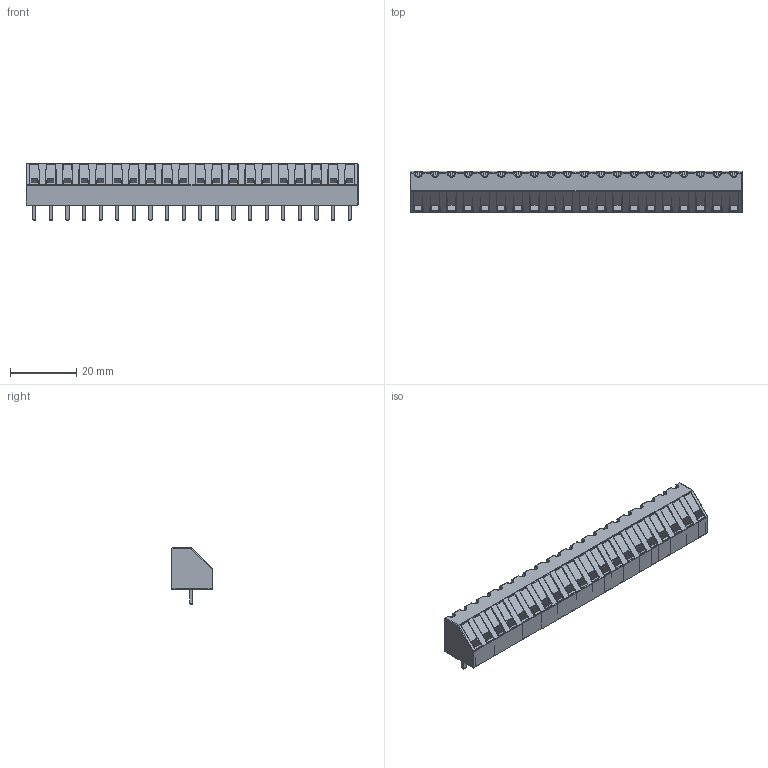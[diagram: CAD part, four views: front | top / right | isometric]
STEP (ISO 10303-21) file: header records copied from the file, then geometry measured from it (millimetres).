
FILE_DESCRIPTION(/* description */ ('model of Altech_AK300_1x20_P5.00mm_45-Degree'),/* implementation_level */ '2;1');
FILE_NAME(/* name */ 'Altech_AK300_1x20_P5.00mm_45-Degree.step',/* time_stamp */ '2018-12-29T16:05:38',/* author */ ('kicad StepUp','ksu'),/* organization */ ('FreeCAD'),/* preprocessor_version */ 'OCC',/* originating_system */ 'kicad StepUp',/* authorisation */ '');
FILE_SCHEMA(('AUTOMOTIVE_DESIGN { 1 0 10303 214 1 1 1 1 }'));
Length unit declared in the file: millimetre
Products named in the file (1): AK300_20
Bounding box: 100 x 12.5 x 17.1 mm (x, y, z)
Volume: 11461.7 mm3; surface area: 11502.3 mm2
Topology: 1 solids, 1 shells, 815 faces, 2177 edges, 1378 vertices
Faces by surface type: plane 570, cylinder 159, torus 60, bspline 26
Full cylindrical faces by diameter (mm): 2.16 x20, 2.455 x20
Entity records: 25825 total; most frequent: CARTESIAN_POINT 11523, ORIENTED_EDGE 3938, EDGE_CURVE 2171, VERTEX_POINT 1378, LINE 1343, AXIS2_PLACEMENT_3D 903, FACE_BOUND 875, EDGE_LOOP 875
